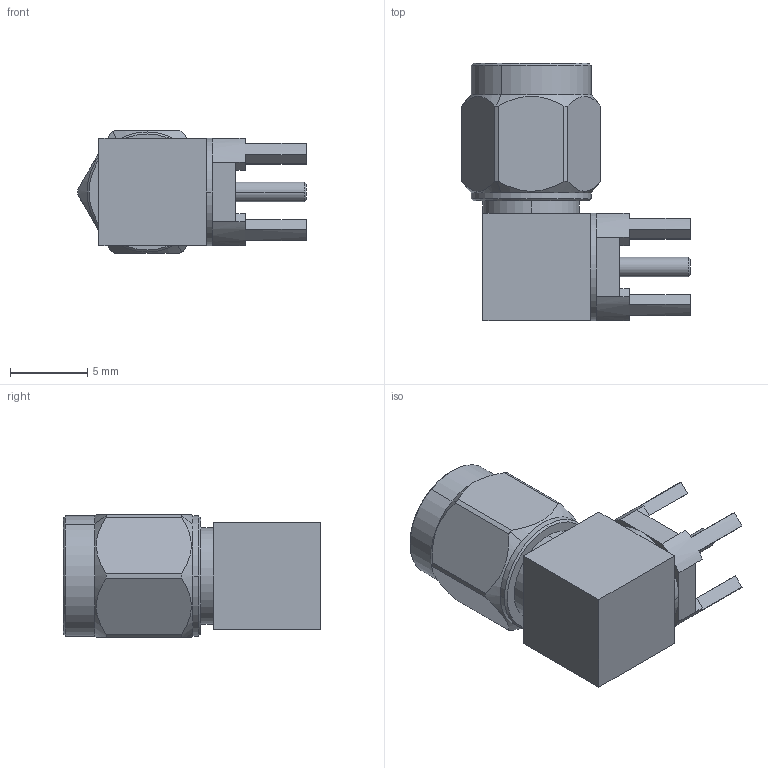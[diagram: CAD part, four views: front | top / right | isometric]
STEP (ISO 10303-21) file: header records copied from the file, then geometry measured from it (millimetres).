
FILE_DESCRIPTION (( 'STEP AP203' ), '1' );
FILE_NAME ('PE4526.step', '2019-05-02T20:45:20', ( '' ), ( '' ), 'SwSTEP 2.0', 'SolidWorks 2018', '' );
FILE_SCHEMA (( 'CONFIG_CONTROL_DESIGN' ));
Length unit declared in the file: inch
Products named in the file (1): PE4526
Bounding box: 14.79 x 16.65 x 7.94 mm (x, y, z)
Volume: 822.7 mm3; surface area: 906.8 mm2
Topology: 1 solids, 1 shells, 133 faces, 333 edges, 209 vertices
Faces by surface type: plane 70, cylinder 43, cone 15, bspline 5
Entity records: 6038 total; most frequent: CARTESIAN_POINT 2873, ORIENTED_EDGE 666, DIRECTION 622, EDGE_CURVE 333, AXIS2_PLACEMENT_3D 226, VERTEX_POINT 209, VECTOR 170, LINE 170
